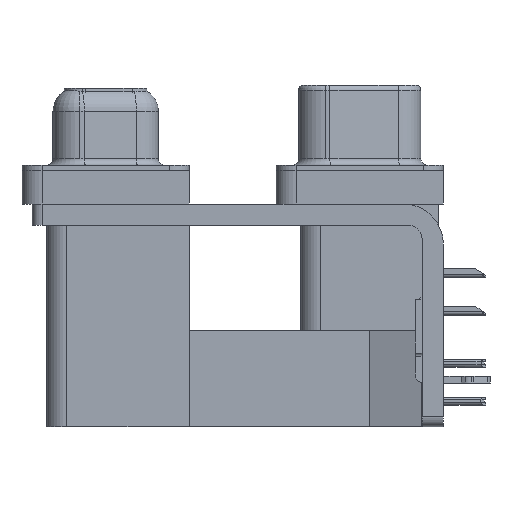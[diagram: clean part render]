
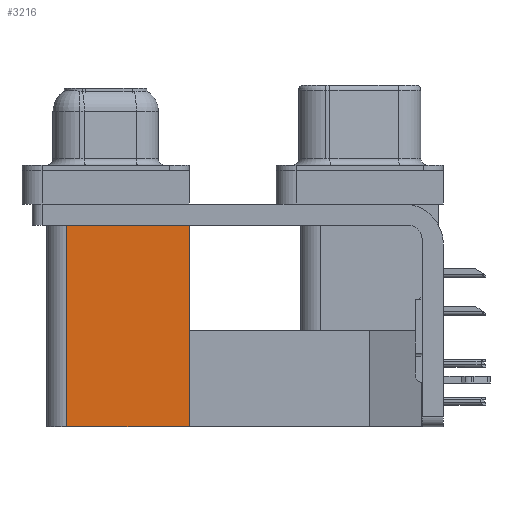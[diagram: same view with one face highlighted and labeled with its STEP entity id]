
A CAD part, left-side view. The second image highlights one B-rep face of the part: STEP entity #3216.
In plain terms, the highlighted planar face has unit normal (-1, 0, 0).
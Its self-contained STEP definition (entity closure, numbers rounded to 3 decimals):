
#832 = CARTESIAN_POINT ( 'NONE',  ( 3.79, 12.775, -19.2 ) ) ;
#2190 = EDGE_CURVE ( 'NONE', #23331, #32258, #15330, .T. ) ;
#3216 = ADVANCED_FACE ( 'NONE', ( #26621 ), #36477, .F. ) ;
#3466 = AXIS2_PLACEMENT_3D ( 'NONE', #11787, #23643, #33117 ) ;
#4878 = ORIENTED_EDGE ( 'NONE', *, *, #20340, .T. ) ;
#6496 = VERTEX_POINT ( 'NONE', #35424 ) ;
#11787 = CARTESIAN_POINT ( 'NONE',  ( 3.79, 12.775, -19.2 ) ) ;
#15330 = LINE ( 'NONE', #26813, #15375 ) ;
#15375 = VECTOR ( 'NONE', #17885, 1000. ) ;
#15625 = VECTOR ( 'NONE', #36603, 1000. ) ;
#15645 = LINE ( 'NONE', #27712, #15625 ) ;
#16540 = EDGE_LOOP ( 'NONE', ( #4878, #23681, #21681, #36549 ) ) ;
#17538 = CARTESIAN_POINT ( 'NONE',  ( 3.79, 21.975, -19.2 ) ) ;
#17881 = VECTOR ( 'NONE', #18421, 1000. ) ;
#17885 = DIRECTION ( 'NONE',  ( 0., 1., 0. ) ) ;
#18421 = DIRECTION ( 'NONE',  ( 0., 1., 0. ) ) ;
#20088 = LINE ( 'NONE', #31572, #20488 ) ;
#20340 = EDGE_CURVE ( 'NONE', #27318, #6496, #24136, .T. ) ;
#20488 = VECTOR ( 'NONE', #38088, 1000. ) ;
#21681 = ORIENTED_EDGE ( 'NONE', *, *, #2190, .F. ) ;
#23331 = VERTEX_POINT ( 'NONE', #832 ) ;
#23643 = DIRECTION ( 'NONE',  ( 1., 0., 0. ) ) ;
#23681 = ORIENTED_EDGE ( 'NONE', *, *, #25649, .F. ) ;
#24136 = LINE ( 'NONE', #27138, #17881 ) ;
#25649 = EDGE_CURVE ( 'NONE', #32258, #6496, #20088, .T. ) ;
#26621 = FACE_OUTER_BOUND ( 'NONE', #16540, .T. ) ;
#26813 = CARTESIAN_POINT ( 'NONE',  ( 3.79, 12.775, -19.2 ) ) ;
#27138 = CARTESIAN_POINT ( 'NONE',  ( 3.79, 12.775, -2.5 ) ) ;
#27318 = VERTEX_POINT ( 'NONE', #31549 ) ;
#27712 = CARTESIAN_POINT ( 'NONE',  ( 3.79, 12.775, -19.2 ) ) ;
#31549 = CARTESIAN_POINT ( 'NONE',  ( 3.79, 12.775, -2.5 ) ) ;
#31572 = CARTESIAN_POINT ( 'NONE',  ( 3.79, 21.975, -19.2 ) ) ;
#32258 = VERTEX_POINT ( 'NONE', #17538 ) ;
#33117 = DIRECTION ( 'NONE',  ( 0., 1., 0. ) ) ;
#35218 = EDGE_CURVE ( 'NONE', #23331, #27318, #15645, .T. ) ;
#35424 = CARTESIAN_POINT ( 'NONE',  ( 3.79, 21.975, -2.5 ) ) ;
#36477 = PLANE ( 'NONE',  #3466 ) ;
#36549 = ORIENTED_EDGE ( 'NONE', *, *, #35218, .T. ) ;
#36603 = DIRECTION ( 'NONE',  ( 0., 0., 1. ) ) ;
#38088 = DIRECTION ( 'NONE',  ( 0., 0., 1. ) ) ;
